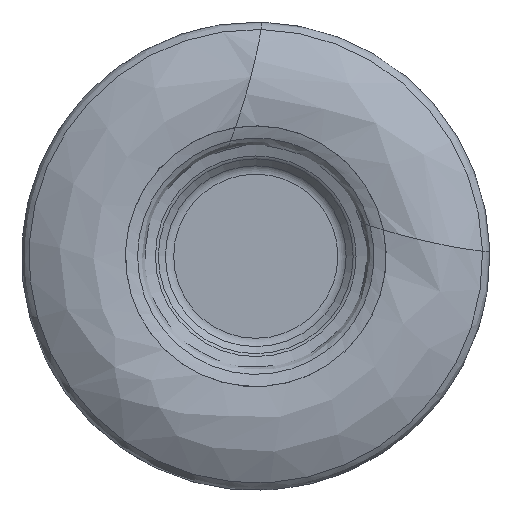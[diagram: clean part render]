
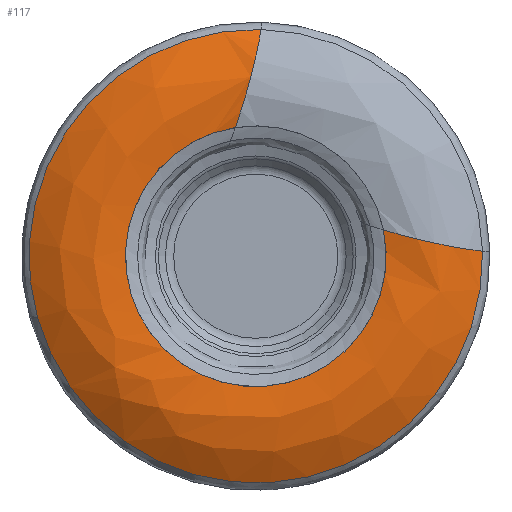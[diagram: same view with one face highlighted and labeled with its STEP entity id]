
A CAD part, left-side view. The second image highlights one B-rep face of the part: STEP entity #117.
In plain terms, the highlighted free-form (B-spline) face has degree [3, 3] with [4, 7] control points.
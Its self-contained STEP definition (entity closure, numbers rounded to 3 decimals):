
#117=ADVANCED_FACE('',(#202),#170,.F.);
#170=(
BOUNDED_SURFACE()
B_SPLINE_SURFACE(3,3,((#1138,#1139,#1140,#1141,#1142,#1143,#1144),(#1145,
#1146,#1147,#1148,#1149,#1150,#1151),(#1152,#1153,#1154,#1155,#1156,#1157,
#1158),(#1159,#1160,#1161,#1162,#1163,#1164,#1165)),.UNSPECIFIED.,.F.,.F.,
 .F.)
B_SPLINE_SURFACE_WITH_KNOTS((4,4),(4,3,4),(0.,1.),(0.,0.5,1.),
 .UNSPECIFIED.)
GEOMETRIC_REPRESENTATION_ITEM()
RATIONAL_B_SPLINE_SURFACE(((1.,0.581,0.581,1.,0.581,
0.581,1.),(0.932,0.542,0.542,
0.932,0.542,0.542,0.932),
(0.932,0.542,0.542,0.932,
0.542,0.542,0.932),(1.,0.581,
0.581,1.,0.581,0.581,1.)))
REPRESENTATION_ITEM('')
SURFACE()
);
#202=FACE_OUTER_BOUND('',#236,.T.);
#236=EDGE_LOOP('',(#398,#399,#400,#401));
#313=CIRCLE('',#714,8.903);
#314=CIRCLE('',#715,15.49);
#315=CIRCLE('',#716,8.);
#316=CIRCLE('',#717,8.);
#398=ORIENTED_EDGE('',*,*,#612,.F.);
#399=ORIENTED_EDGE('',*,*,#613,.T.);
#400=ORIENTED_EDGE('',*,*,#609,.T.);
#401=ORIENTED_EDGE('',*,*,#614,.T.);
#552=VERTEX_POINT('',#1115);
#553=VERTEX_POINT('',#1116);
#554=VERTEX_POINT('',#1134);
#555=VERTEX_POINT('',#1135);
#609=EDGE_CURVE('',#552,#553,#313,.T.);
#612=EDGE_CURVE('',#554,#555,#314,.T.);
#613=EDGE_CURVE('',#554,#552,#315,.T.);
#614=EDGE_CURVE('',#553,#555,#316,.T.);
#714=AXIS2_PLACEMENT_3D('',#1114,#824,#825);
#715=AXIS2_PLACEMENT_3D('',#1133,#828,#829);
#716=AXIS2_PLACEMENT_3D('',#1136,#830,#831);
#717=AXIS2_PLACEMENT_3D('',#1137,#832,#833);
#824=DIRECTION('',(1.,0.,0.));
#825=DIRECTION('',(0.,-0.979,0.202));
#828=DIRECTION('',(1.,0.,0.));
#829=DIRECTION('',(0.,-1.,0.022));
#830=DIRECTION('',(0.174,0.238,-0.956));
#831=DIRECTION('',(0.,-0.97,-0.242));
#832=DIRECTION('',(-0.174,0.944,0.282));
#833=DIRECTION('',(0.,-0.286,0.958));
#1114=CARTESIAN_POINT('',(0.213,0.,0.));
#1115=CARTESIAN_POINT('',(0.213,-8.72,1.794));
#1116=CARTESIAN_POINT('',(0.213,1.394,8.793));
#1133=CARTESIAN_POINT('',(1.495,0.,0.));
#1134=CARTESIAN_POINT('',(1.495,-15.486,0.34));
#1135=CARTESIAN_POINT('',(1.495,-0.368,15.485));
#1136=CARTESIAN_POINT('',(7.807,-11.11,2.578));
#1137=CARTESIAN_POINT('',(7.807,2.068,11.216));
#1138=CARTESIAN_POINT('',(0.213,-8.72,1.794));
#1139=CARTESIAN_POINT('',(0.213,-10.63,-7.487));
#1140=CARTESIAN_POINT('',(0.213,-2.726,-12.713));
#1141=CARTESIAN_POINT('',(0.213,5.066,-7.321));
#1142=CARTESIAN_POINT('',(0.213,12.858,-1.929));
#1143=CARTESIAN_POINT('',(0.213,10.752,7.31));
#1144=CARTESIAN_POINT('',(0.213,1.394,8.793));
#1145=CARTESIAN_POINT('',(-0.447,-11.046,1.094));
#1146=CARTESIAN_POINT('',(-0.447,-12.211,-10.662));
#1147=CARTESIAN_POINT('',(-0.447,-1.732,-16.118));
#1148=CARTESIAN_POINT('',(-0.447,7.231,-8.421));
#1149=CARTESIAN_POINT('',(-0.447,16.195,-0.725));
#1150=CARTESIAN_POINT('',(-0.447,12.386,10.459));
#1151=CARTESIAN_POINT('',(-0.447,0.588,11.085));
#1152=CARTESIAN_POINT('',(0.011,-13.466,0.574));
#1153=CARTESIAN_POINT('',(0.011,-14.077,-13.758));
#1154=CARTESIAN_POINT('',(0.011,-1.002,-19.658));
#1155=CARTESIAN_POINT('',(0.011,9.34,-9.717));
#1156=CARTESIAN_POINT('',(0.011,19.682,0.224));
#1157=CARTESIAN_POINT('',(0.011,14.303,13.523));
#1158=CARTESIAN_POINT('',(0.011,-0.042,13.478));
#1159=CARTESIAN_POINT('',(1.495,-15.486,0.34));
#1160=CARTESIAN_POINT('',(1.495,-15.848,-16.142));
#1161=CARTESIAN_POINT('',(1.495,-0.684,-22.611));
#1162=CARTESIAN_POINT('',(1.495,10.963,-10.943));
#1163=CARTESIAN_POINT('',(1.495,22.61,0.725));
#1164=CARTESIAN_POINT('',(1.495,16.113,15.877));
#1165=CARTESIAN_POINT('',(1.495,-0.368,15.485));
